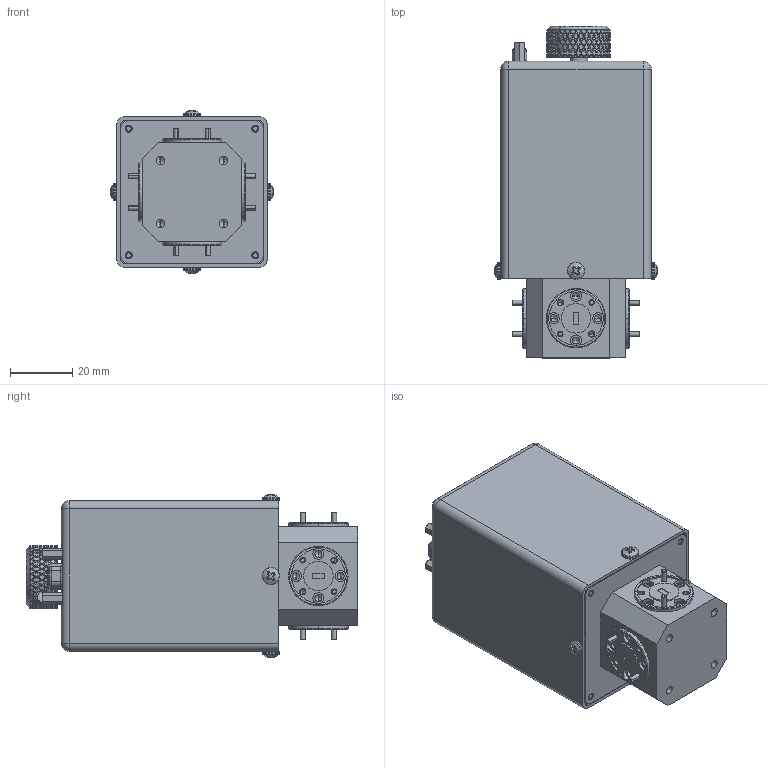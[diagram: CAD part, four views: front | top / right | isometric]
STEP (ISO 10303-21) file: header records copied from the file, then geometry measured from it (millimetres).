
FILE_DESCRIPTION (( 'STEP AP214' ), '1' );
FILE_NAME ('WJ-LMV-A, DF.STEP', '2025-10-23T23:44:34', ( '' ), ( '' ), 'SwSTEP 2.0', 'SolidWorks 2021', '' );
FILE_SCHEMA (( 'AUTOMOTIVE_DESIGN' ));
Length unit declared in the file: inch
Products named in the file (1): WJ-LMV-A, DF
Bounding box: 52.18 x 106.57 x 52.18 mm (x, y, z)
Volume: 190072.2 mm3; surface area: 25575.1 mm2
Topology: 11 solids, 15 shells, 2077 faces, 4833 edges, 2786 vertices
Faces by surface type: bspline 894, cylinder 622, plane 268, cone 251, torus 30, sphere 12
Entity records: 143250 total; most frequent: CARTESIAN_POINT 106543, ORIENTED_EDGE 9470, DIRECTION 5613, EDGE_CURVE 4735, VERTEX_POINT 2786, AXIS2_PLACEMENT_3D 2304, EDGE_LOOP 2185, FACE_OUTER_BOUND 2077
